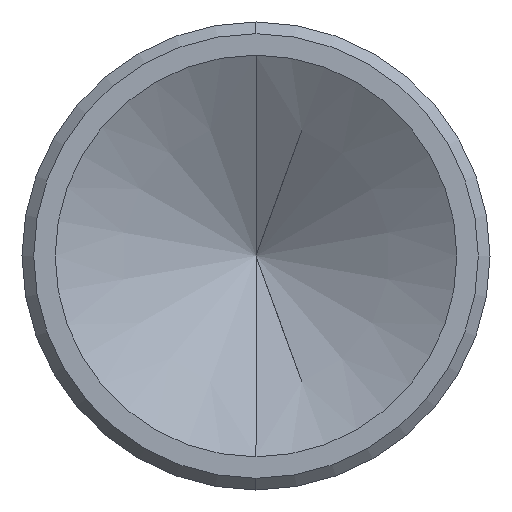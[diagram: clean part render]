
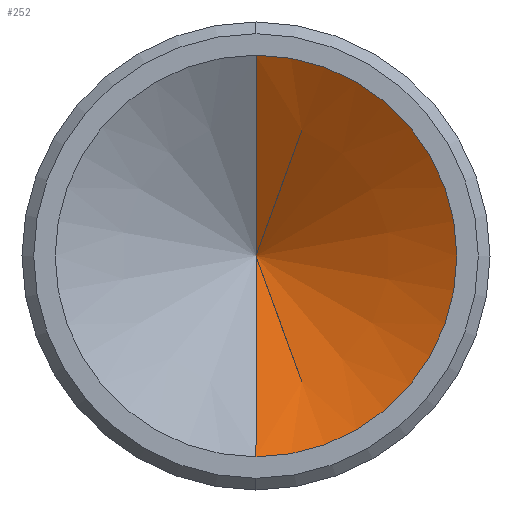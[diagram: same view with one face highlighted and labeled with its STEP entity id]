
A CAD part, left-side view. The second image highlights one B-rep face of the part: STEP entity #252.
In plain terms, the highlighted conical face has half-angle 59 degrees and reference radius 5.15 mm.
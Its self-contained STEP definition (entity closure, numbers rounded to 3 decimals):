
#11 = DIRECTION ( 'NONE',  ( -1., 0., 0. ) ) ;
#19 = EDGE_CURVE ( 'NONE', #46, #27, #30, .T. ) ;
#27 = VERTEX_POINT ( 'NONE', #146 ) ;
#30 = LINE ( 'NONE', #375, #190 ) ;
#35 = ORIENTED_EDGE ( 'NONE', *, *, #311, .T. ) ;
#42 = CARTESIAN_POINT ( 'NONE',  ( -20.5, 0., 0. ) ) ;
#46 = VERTEX_POINT ( 'NONE', #337 ) ;
#85 = VECTOR ( 'NONE', #206, 1000. ) ;
#108 = CARTESIAN_POINT ( 'NONE',  ( -20.5, 0., 0. ) ) ;
#146 = CARTESIAN_POINT ( 'NONE',  ( -20.5, 0., -5.15 ) ) ;
#165 = DIRECTION ( 'NONE',  ( 0., 0., 1. ) ) ;
#190 = VECTOR ( 'NONE', #573, 1000. ) ;
#206 = DIRECTION ( 'NONE',  ( -0.515, 0., 0.857 ) ) ;
#213 = ORIENTED_EDGE ( 'NONE', *, *, #19, .T. ) ;
#252 = ADVANCED_FACE ( 'NONE', ( #480 ), #607, .F. ) ;
#271 = CARTESIAN_POINT ( 'NONE',  ( -20.5, 0., 5.15 ) ) ;
#280 = EDGE_LOOP ( 'NONE', ( #305, #213, #35 ) ) ;
#296 = EDGE_CURVE ( 'NONE', #46, #531, #541, .T. ) ;
#305 = ORIENTED_EDGE ( 'NONE', *, *, #296, .F. ) ;
#311 = EDGE_CURVE ( 'NONE', #27, #531, #529, .T. ) ;
#337 = CARTESIAN_POINT ( 'NONE',  ( -17.406, 0., 0. ) ) ;
#375 = CARTESIAN_POINT ( 'NONE',  ( -20.5, 0., -5.15 ) ) ;
#384 = DIRECTION ( 'NONE',  ( -1., 0., 0. ) ) ;
#476 = AXIS2_PLACEMENT_3D ( 'NONE', #42, #384, #578 ) ;
#480 = FACE_OUTER_BOUND ( 'NONE', #280, .T. ) ;
#529 = CIRCLE ( 'NONE', #585, 5.15 ) ;
#531 = VERTEX_POINT ( 'NONE', #271 ) ;
#541 = LINE ( 'NONE', #551, #85 ) ;
#551 = CARTESIAN_POINT ( 'NONE',  ( -20.5, 0., 5.15 ) ) ;
#573 = DIRECTION ( 'NONE',  ( -0.515, 0., -0.857 ) ) ;
#578 = DIRECTION ( 'NONE',  ( 0., 0., 1. ) ) ;
#585 = AXIS2_PLACEMENT_3D ( 'NONE', #108, #11, #165 ) ;
#607 = CONICAL_SURFACE ( 'NONE', #476, 5.15, 1.03 ) ;
